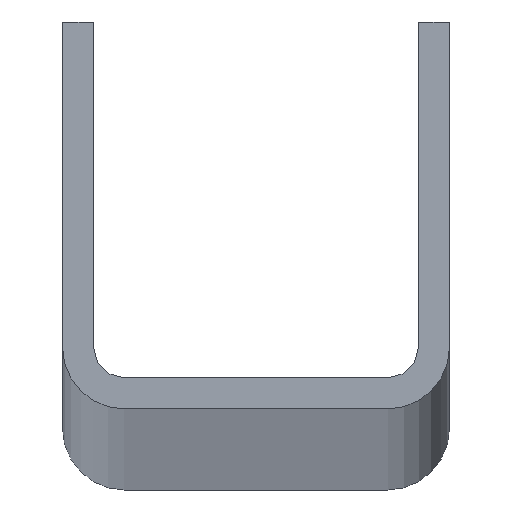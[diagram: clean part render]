
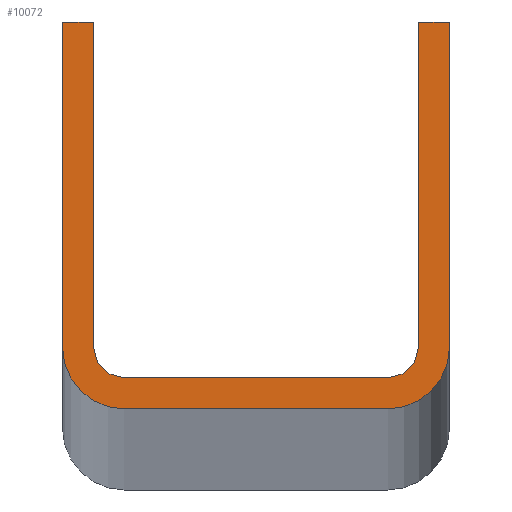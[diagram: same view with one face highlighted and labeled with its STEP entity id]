
A CAD part, top view. The second image highlights one B-rep face of the part: STEP entity #10072.
In plain terms, the highlighted planar face has unit normal (0, 0, 1).
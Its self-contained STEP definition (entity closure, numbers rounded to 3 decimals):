
#415 = CARTESIAN_POINT ( 'NONE',  ( 8.5, 4., 1500. ) ) ;
#417 = VECTOR ( 'NONE', #9477, 1000. ) ;
#430 = DIRECTION ( 'NONE',  ( 0., 0., 1. ) ) ;
#760 = CIRCLE ( 'NONE', #4419, 2. ) ;
#929 = AXIS2_PLACEMENT_3D ( 'NONE', #9777, #12241, #1311 ) ;
#1207 = EDGE_CURVE ( 'NONE', #12425, #13901, #15912, .T. ) ;
#1263 = VERTEX_POINT ( 'NONE', #2917 ) ;
#1311 = DIRECTION ( 'NONE',  ( 1., 0., 0. ) ) ;
#1401 = DIRECTION ( 'NONE',  ( 1., 0., 0. ) ) ;
#1615 = DIRECTION ( 'NONE',  ( 1., 0., 0. ) ) ;
#1663 = VERTEX_POINT ( 'NONE', #3205 ) ;
#1851 = ORIENTED_EDGE ( 'NONE', *, *, #6120, .F. ) ;
#1905 = VECTOR ( 'NONE', #1401, 1000. ) ;
#1976 = CARTESIAN_POINT ( 'NONE',  ( -12.5, 25., 1500. ) ) ;
#2116 = CARTESIAN_POINT ( 'NONE',  ( 8.5, 2., 1500. ) ) ;
#2766 = CARTESIAN_POINT ( 'NONE',  ( -8.5, 2., 1500. ) ) ;
#2790 = EDGE_CURVE ( 'NONE', #3146, #7630, #7558, .T. ) ;
#2917 = CARTESIAN_POINT ( 'NONE',  ( 8.5, 0., 1500. ) ) ;
#3146 = VERTEX_POINT ( 'NONE', #9222 ) ;
#3156 = CARTESIAN_POINT ( 'NONE',  ( 10.5, 4., 1500. ) ) ;
#3205 = CARTESIAN_POINT ( 'NONE',  ( 12.5, 25., 1500. ) ) ;
#3313 = CARTESIAN_POINT ( 'NONE',  ( 12.5, 4., 1500. ) ) ;
#3514 = DIRECTION ( 'NONE',  ( 0., 0., 1. ) ) ;
#3710 = EDGE_CURVE ( 'NONE', #11189, #3146, #13300, .T. ) ;
#3739 = CARTESIAN_POINT ( 'NONE',  ( -10.5, 4., 1500. ) ) ;
#3827 = VERTEX_POINT ( 'NONE', #3313 ) ;
#3908 = EDGE_CURVE ( 'NONE', #11758, #12425, #15185, .T. ) ;
#4063 = CARTESIAN_POINT ( 'NONE',  ( -8.5, 4., 1500. ) ) ;
#4228 = DIRECTION ( 'NONE',  ( 0., 1., 0. ) ) ;
#4285 = VERTEX_POINT ( 'NONE', #5215 ) ;
#4353 = VERTEX_POINT ( 'NONE', #11319 ) ;
#4419 = AXIS2_PLACEMENT_3D ( 'NONE', #4063, #430, #5269 ) ;
#4653 = VECTOR ( 'NONE', #15359, 1000. ) ;
#4884 = CARTESIAN_POINT ( 'NONE',  ( -12.5, 25., 1500. ) ) ;
#4913 = ORIENTED_EDGE ( 'NONE', *, *, #12828, .T. ) ;
#5215 = CARTESIAN_POINT ( 'NONE',  ( -8.5, 0., 1500. ) ) ;
#5269 = DIRECTION ( 'NONE',  ( 1., 0., 0. ) ) ;
#5294 = CARTESIAN_POINT ( 'NONE',  ( 8.5, 0., 1500. ) ) ;
#5701 = CARTESIAN_POINT ( 'NONE',  ( 8.5, 2., 1500. ) ) ;
#5761 = DIRECTION ( 'NONE',  ( 1., 0., 0. ) ) ;
#5788 = CARTESIAN_POINT ( 'NONE',  ( 8.5, 4., 1500. ) ) ;
#5922 = LINE ( 'NONE', #5294, #1905 ) ;
#5953 = CARTESIAN_POINT ( 'NONE',  ( 10.5, 25., 1500. ) ) ;
#6018 = CARTESIAN_POINT ( 'NONE',  ( 10.5, 4., 1500. ) ) ;
#6028 = EDGE_CURVE ( 'NONE', #4353, #4285, #14224, .T. ) ;
#6041 = ORIENTED_EDGE ( 'NONE', *, *, #9419, .F. ) ;
#6120 = EDGE_CURVE ( 'NONE', #7630, #11758, #760, .T. ) ;
#6322 = DIRECTION ( 'NONE',  ( 0., -1., 0. ) ) ;
#6357 = DIRECTION ( 'NONE',  ( 0., 0., 1. ) ) ;
#6725 = ORIENTED_EDGE ( 'NONE', *, *, #13031, .T. ) ;
#6778 = EDGE_CURVE ( 'NONE', #13901, #11831, #14950, .T. ) ;
#6864 = ORIENTED_EDGE ( 'NONE', *, *, #3710, .F. ) ;
#7018 = VECTOR ( 'NONE', #4228, 1000. ) ;
#7225 = CIRCLE ( 'NONE', #7627, 4. ) ;
#7255 = ORIENTED_EDGE ( 'NONE', *, *, #3908, .F. ) ;
#7362 = EDGE_LOOP ( 'NONE', ( #6725, #6041, #15472, #15041, #7255, #1851, #8166, #6864, #9338, #12036, #9434, #4913 ) ) ;
#7558 = LINE ( 'NONE', #15589, #417 ) ;
#7627 = AXIS2_PLACEMENT_3D ( 'NONE', #5788, #3514, #14431 ) ;
#7630 = VERTEX_POINT ( 'NONE', #3739 ) ;
#8166 = ORIENTED_EDGE ( 'NONE', *, *, #2790, .F. ) ;
#8609 = LINE ( 'NONE', #11226, #13219 ) ;
#8735 = EDGE_CURVE ( 'NONE', #11189, #4353, #8609, .T. ) ;
#9222 = CARTESIAN_POINT ( 'NONE',  ( -10.5, 25., 1500. ) ) ;
#9338 = ORIENTED_EDGE ( 'NONE', *, *, #8735, .T. ) ;
#9419 = EDGE_CURVE ( 'NONE', #11831, #1663, #14935, .T. ) ;
#9434 = ORIENTED_EDGE ( 'NONE', *, *, #15157, .T. ) ;
#9477 = DIRECTION ( 'NONE',  ( 0., -1., 0. ) ) ;
#9777 = CARTESIAN_POINT ( 'NONE',  ( 8.5, 4., 1500. ) ) ;
#10072 = ADVANCED_FACE ( 'NONE', ( #11077 ), #12183, .T. ) ;
#10154 = CARTESIAN_POINT ( 'NONE',  ( 12.5, 4., 1500. ) ) ;
#10234 = DIRECTION ( 'NONE',  ( 0., 0., 1. ) ) ;
#10963 = AXIS2_PLACEMENT_3D ( 'NONE', #14982, #6357, #11120 ) ;
#11077 = FACE_OUTER_BOUND ( 'NONE', #7362, .T. ) ;
#11120 = DIRECTION ( 'NONE',  ( 1., 0., 0. ) ) ;
#11189 = VERTEX_POINT ( 'NONE', #4884 ) ;
#11226 = CARTESIAN_POINT ( 'NONE',  ( -12.5, 4., 1500. ) ) ;
#11319 = CARTESIAN_POINT ( 'NONE',  ( -12.5, 4., 1500. ) ) ;
#11648 = VECTOR ( 'NONE', #14844, 1000. ) ;
#11758 = VERTEX_POINT ( 'NONE', #2766 ) ;
#11831 = VERTEX_POINT ( 'NONE', #14362 ) ;
#12036 = ORIENTED_EDGE ( 'NONE', *, *, #6028, .T. ) ;
#12183 = PLANE ( 'NONE',  #929 ) ;
#12241 = DIRECTION ( 'NONE',  ( 0., 0., 1. ) ) ;
#12425 = VERTEX_POINT ( 'NONE', #2116 ) ;
#12828 = EDGE_CURVE ( 'NONE', #1263, #3827, #7225, .T. ) ;
#13031 = EDGE_CURVE ( 'NONE', #3827, #1663, #14873, .T. ) ;
#13219 = VECTOR ( 'NONE', #6322, 1000. ) ;
#13300 = LINE ( 'NONE', #1976, #4653 ) ;
#13454 = VECTOR ( 'NONE', #15402, 1000. ) ;
#13901 = VERTEX_POINT ( 'NONE', #6018 ) ;
#14224 = CIRCLE ( 'NONE', #10963, 4. ) ;
#14362 = CARTESIAN_POINT ( 'NONE',  ( 10.5, 25., 1500. ) ) ;
#14431 = DIRECTION ( 'NONE',  ( -1., 0., 0. ) ) ;
#14567 = AXIS2_PLACEMENT_3D ( 'NONE', #415, #10234, #1615 ) ;
#14844 = DIRECTION ( 'NONE',  ( 1., 0., 0. ) ) ;
#14873 = LINE ( 'NONE', #10154, #7018 ) ;
#14935 = LINE ( 'NONE', #5953, #11648 ) ;
#14950 = LINE ( 'NONE', #3156, #13454 ) ;
#14982 = CARTESIAN_POINT ( 'NONE',  ( -8.5, 4., 1500. ) ) ;
#15041 = ORIENTED_EDGE ( 'NONE', *, *, #1207, .F. ) ;
#15157 = EDGE_CURVE ( 'NONE', #4285, #1263, #5922, .T. ) ;
#15185 = LINE ( 'NONE', #5701, #15773 ) ;
#15359 = DIRECTION ( 'NONE',  ( 1., 0., 0. ) ) ;
#15402 = DIRECTION ( 'NONE',  ( 0., 1., 0. ) ) ;
#15472 = ORIENTED_EDGE ( 'NONE', *, *, #6778, .F. ) ;
#15589 = CARTESIAN_POINT ( 'NONE',  ( -10.5, 4., 1500. ) ) ;
#15773 = VECTOR ( 'NONE', #5761, 1000. ) ;
#15912 = CIRCLE ( 'NONE', #14567, 2. ) ;
